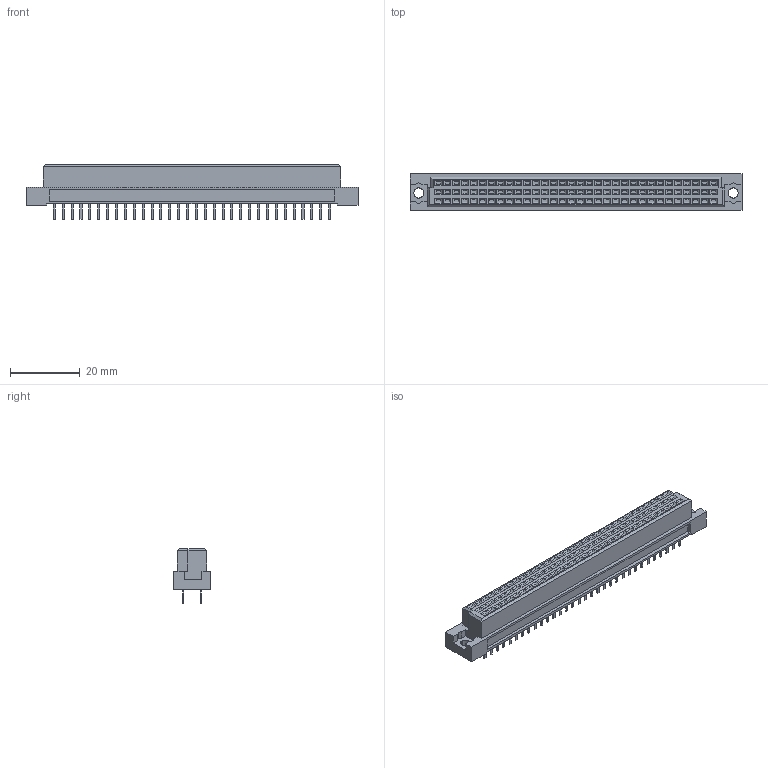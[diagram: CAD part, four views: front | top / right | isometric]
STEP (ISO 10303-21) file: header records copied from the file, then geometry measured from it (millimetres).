
FILE_DESCRIPTION(('FreeCAD Model'),'2;1');
FILE_NAME('Open CASCADE Shape Model','2022-02-04T11:46:04',('Author'),( ''),'Open CASCADE STEP processor 7.5','FreeCAD','Unknown');
FILE_SCHEMA(('AUTOMOTIVE_DESIGN { 1 0 10303 214 1 1 1 1 }'));
Products named in the file (1): connector
Bounding box: 95 x 10.5 x 15.6 mm (x, y, z)
Volume: 8712.2 mm3; surface area: 5167.7 mm2
Topology: 1 solids, 1 shells, 884 faces, 2150 edges, 1432 vertices
Faces by surface type: plane 880, cylinder 4
Entity records: 59371 total; most frequent: CARTESIAN_POINT 8791, DIRECTION 8224, LINE 6434, VECTOR 6434, ORIENTED_EDGE 4300, PCURVE 4300, DEFINITIONAL_REPRESENTATION 4300, EDGE_CURVE 2150
